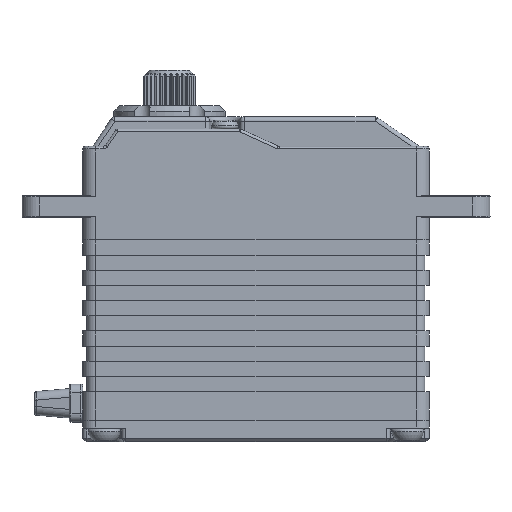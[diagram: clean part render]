
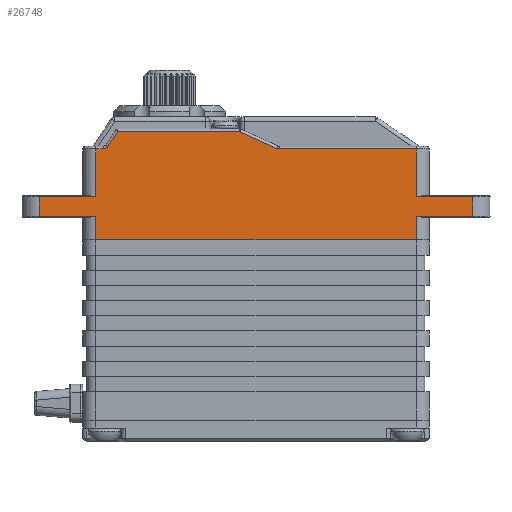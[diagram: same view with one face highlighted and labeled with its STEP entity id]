
A CAD part, front view. The second image highlights one B-rep face of the part: STEP entity #26748.
In plain terms, the highlighted face is planar.
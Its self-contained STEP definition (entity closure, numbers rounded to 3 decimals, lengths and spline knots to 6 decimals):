
#1910=LINE('',#43306,#3813);
#1964=LINE('',#43465,#3867);
#1972=LINE('',#43494,#3875);
#1979=LINE('',#43508,#3882);
#2026=LINE('',#43684,#3929);
#2123=LINE('',#43981,#4026);
#2129=LINE('',#44003,#4032);
#2130=LINE('',#44005,#4033);
#2131=LINE('',#44019,#4034);
#2135=LINE('',#44035,#4038);
#2137=LINE('',#44046,#4040);
#2226=LINE('',#44570,#4129);
#2227=LINE('',#44574,#4130);
#2228=LINE('',#44576,#4131);
#2229=LINE('',#44577,#4132);
#2230=LINE('',#44578,#4133);
#3813=VECTOR('',#32249,1.);
#3867=VECTOR('',#32429,1.);
#3875=VECTOR('',#32455,1.);
#3882=VECTOR('',#32468,1.);
#3929=VECTOR('',#32653,1.);
#4026=VECTOR('',#32968,1.);
#4032=VECTOR('',#32996,1.);
#4033=VECTOR('',#32999,1.);
#4034=VECTOR('',#33014,1.);
#4038=VECTOR('',#33032,1.);
#4040=VECTOR('',#33046,1.);
#4129=VECTOR('',#33549,1.);
#4130=VECTOR('',#33554,1.);
#4131=VECTOR('',#33555,1.);
#4132=VECTOR('',#33556,1.);
#4133=VECTOR('',#33557,1.);
#6999=ORIENTED_EDGE('',*,*,#14376,.F.);
#7000=ORIENTED_EDGE('',*,*,#14384,.F.);
#7001=ORIENTED_EDGE('',*,*,#14387,.F.);
#7002=ORIENTED_EDGE('',*,*,#14390,.F.);
#7003=ORIENTED_EDGE('',*,*,#14370,.T.);
#7004=ORIENTED_EDGE('',*,*,#14369,.F.);
#7005=ORIENTED_EDGE('',*,*,#14359,.T.);
#7006=ORIENTED_EDGE('',*,*,#14210,.F.);
#7007=ORIENTED_EDGE('',*,*,#14614,.T.);
#7008=ORIENTED_EDGE('',*,*,#14615,.T.);
#7009=ORIENTED_EDGE('',*,*,#14118,.T.);
#7010=ORIENTED_EDGE('',*,*,#14616,.F.);
#7011=ORIENTED_EDGE('',*,*,#14023,.T.);
#7012=ORIENTED_EDGE('',*,*,#14104,.F.);
#7013=ORIENTED_EDGE('',*,*,#14125,.T.);
#7014=ORIENTED_EDGE('',*,*,#14617,.F.);
#7015=ORIENTED_EDGE('',*,*,#14618,.F.);
#7016=ORIENTED_EDGE('',*,*,#14612,.F.);
#14023=EDGE_CURVE('',#18070,#18071,#1910,.T.);
#14104=EDGE_CURVE('',#18110,#18071,#1964,.T.);
#14118=EDGE_CURVE('',#18120,#18123,#1972,.T.);
#14125=EDGE_CURVE('',#18110,#18128,#1979,.T.);
#14210=EDGE_CURVE('',#18182,#18184,#2026,.T.);
#14359=EDGE_CURVE('',#18275,#18184,#2123,.T.);
#14369=EDGE_CURVE('',#18275,#18279,#2129,.T.);
#14370=EDGE_CURVE('',#18280,#18279,#2130,.T.);
#14376=EDGE_CURVE('',#18285,#18282,#2131,.T.);
#14384=EDGE_CURVE('',#18290,#18285,#2135,.T.);
#14387=EDGE_CURVE('',#18292,#18290,#20763,.T.);
#14390=EDGE_CURVE('',#18280,#18292,#2137,.T.);
#14612=EDGE_CURVE('',#18282,#18435,#2226,.T.);
#14614=EDGE_CURVE('',#18182,#18436,#2227,.T.);
#14615=EDGE_CURVE('',#18436,#18120,#2228,.T.);
#14616=EDGE_CURVE('',#18070,#18123,#2229,.T.);
#14617=EDGE_CURVE('',#18437,#18128,#2230,.T.);
#14618=EDGE_CURVE('',#18435,#18437,#20876,.T.);
#18070=VERTEX_POINT('',#43307);
#18071=VERTEX_POINT('',#43308);
#18110=VERTEX_POINT('',#43463);
#18120=VERTEX_POINT('',#43487);
#18123=VERTEX_POINT('',#43493);
#18128=VERTEX_POINT('',#43509);
#18182=VERTEX_POINT('',#43682);
#18184=VERTEX_POINT('',#43685);
#18275=VERTEX_POINT('',#43982);
#18279=VERTEX_POINT('',#44002);
#18280=VERTEX_POINT('',#44006);
#18282=VERTEX_POINT('',#44011);
#18285=VERTEX_POINT('',#44018);
#18290=VERTEX_POINT('',#44034);
#18292=VERTEX_POINT('',#44040);
#18435=VERTEX_POINT('',#44571);
#18436=VERTEX_POINT('',#44575);
#18437=VERTEX_POINT('',#44579);
#20763=CIRCLE('',#29100,0.0006);
#20876=CIRCLE('',#29313,0.0006);
#22564=EDGE_LOOP('',(#6999,#7000,#7001,#7002,#7003,#7004,#7005,#7006,#7007,
#7008,#7009,#7010,#7011,#7012,#7013,#7014,#7015,#7016));
#24412=FACE_BOUND('',#22564,.T.);
#26028=PLANE('',#29312);
#26748=ADVANCED_FACE('',(#24412),#26028,.T.);
#29100=AXIS2_PLACEMENT_3D('',#44041,#33038,#33039);
#29312=AXIS2_PLACEMENT_3D('',#44573,#33552,#33553);
#29313=AXIS2_PLACEMENT_3D('',#44580,#33558,#33559);
#32249=DIRECTION('',(0.,1.,0.));
#32429=DIRECTION('',(1.,0.,0.));
#32455=DIRECTION('',(0.,1.,0.));
#32468=DIRECTION('',(0.,1.,0.));
#32653=DIRECTION('',(-1.,0.,0.));
#32968=DIRECTION('',(0.,-1.,0.));
#32996=DIRECTION('',(1.,0.,0.));
#32999=DIRECTION('',(0.,-1.,0.));
#33014=DIRECTION('',(1.,0.,0.));
#33032=DIRECTION('',(0.559,0.829,0.));
#33038=DIRECTION('',(0.,0.,1.));
#33039=DIRECTION('',(0.,-1.,0.));
#33046=DIRECTION('',(1.,0.,0.));
#33549=DIRECTION('',(0.91,-0.414,0.));
#33552=DIRECTION('',(0.,0.,1.));
#33553=DIRECTION('',(1.,0.,0.));
#33554=DIRECTION('',(0.,-1.,0.));
#33555=DIRECTION('',(1.,0.,0.));
#33556=DIRECTION('',(-1.,0.,0.));
#33557=DIRECTION('',(1.,0.,0.));
#33558=DIRECTION('',(0.,0.,1.));
#33559=DIRECTION('',(-0.414,-0.91,0.));
#43306=CARTESIAN_POINT('',(0.025,0.0235,0.01));
#43307=CARTESIAN_POINT('',(0.025,0.0235,0.01));
#43308=CARTESIAN_POINT('',(0.025,0.0258,0.01));
#43463=CARTESIAN_POINT('',(0.0185,0.0258,0.01));
#43465=CARTESIAN_POINT('',(-0.022019,0.0258,0.01));
#43487=CARTESIAN_POINT('',(0.0185,0.0208,0.01));
#43493=CARTESIAN_POINT('',(0.0185,0.0235,0.01));
#43494=CARTESIAN_POINT('',(0.0185,0.0208,0.01));
#43508=CARTESIAN_POINT('',(0.0185,0.0258,0.01));
#43509=CARTESIAN_POINT('',(0.0185,0.0313,0.01));
#43682=CARTESIAN_POINT('',(-0.0185,0.0235,0.01));
#43684=CARTESIAN_POINT('',(0.022019,0.0235,0.01));
#43685=CARTESIAN_POINT('',(-0.025,0.0235,0.01));
#43981=CARTESIAN_POINT('',(-0.025,0.0258,0.01));
#43982=CARTESIAN_POINT('',(-0.025,0.0258,0.01));
#44002=CARTESIAN_POINT('',(-0.0185,0.0258,0.01));
#44003=CARTESIAN_POINT('',(-0.025,0.0258,0.01));
#44005=CARTESIAN_POINT('',(-0.0185,0.0313,0.01));
#44006=CARTESIAN_POINT('',(-0.0185,0.0313,0.01));
#44011=CARTESIAN_POINT('',(-0.001865,0.0333,0.01));
#44018=CARTESIAN_POINT('',(-0.015953,0.0333,0.01));
#44019=CARTESIAN_POINT('',(-0.015953,0.0333,0.01));
#44034=CARTESIAN_POINT('',(-0.017125,0.031564,0.01));
#44035=CARTESIAN_POINT('',(-0.017125,0.031564,0.01));
#44040=CARTESIAN_POINT('',(-0.017622,0.0313,0.01));
#44041=CARTESIAN_POINT('',(-0.017622,0.0319,0.01));
#44046=CARTESIAN_POINT('',(0.002568,0.0313,0.01));
#44570=CARTESIAN_POINT('',(-0.001865,0.0333,0.01));
#44571=CARTESIAN_POINT('',(0.002417,0.031354,0.01));
#44573=CARTESIAN_POINT('',(-0.02,0.0208,0.01));
#44574=CARTESIAN_POINT('',(-0.0185,0.0235,0.01));
#44575=CARTESIAN_POINT('',(-0.0185,0.0208,0.01));
#44576=CARTESIAN_POINT('',(-0.0185,0.0208,0.01));
#44577=CARTESIAN_POINT('',(0.025,0.0235,0.01));
#44578=CARTESIAN_POINT('',(0.002665,0.0313,0.01));
#44579=CARTESIAN_POINT('',(0.002665,0.0313,0.01));
#44580=CARTESIAN_POINT('',(0.002665,0.0319,0.01));
